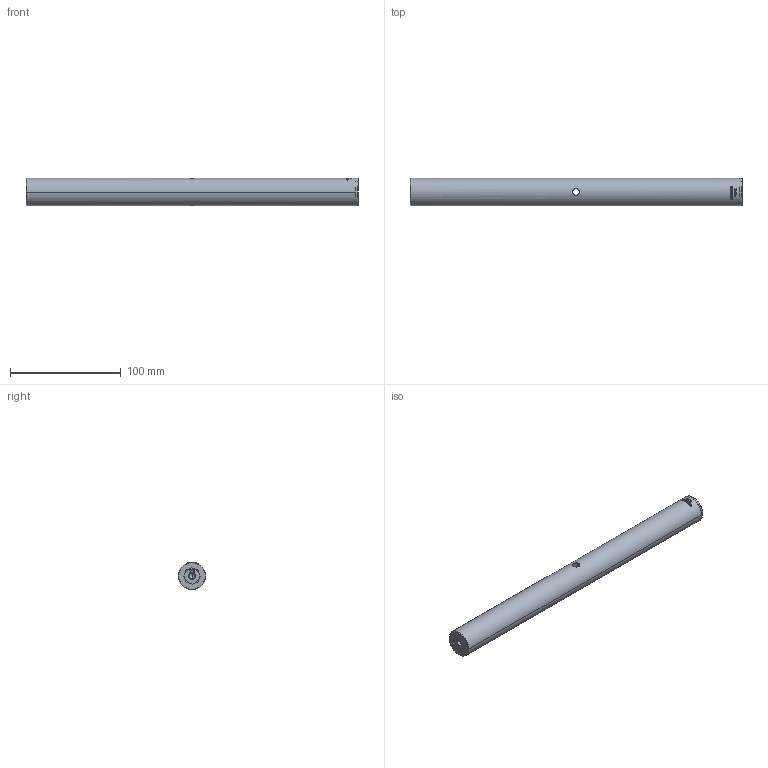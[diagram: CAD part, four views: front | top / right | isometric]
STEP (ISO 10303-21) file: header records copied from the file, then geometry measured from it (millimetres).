
FILE_DESCRIPTION (( 'STEP AP203' ), '1' );
FILE_NAME ('SRB25-300T6.STEP', '2025-07-10T01:25:10', ( '' ), ( '' ), 'SwSTEP 2.0', 'SolidWorks 2020', '' );
FILE_SCHEMA (( 'CONFIG_CONTROL_DESIGN' ));
Length unit declared in the file: millimetre
Products named in the file (1): SRB25-300T6
Bounding box: 300 x 25 x 25 mm (x, y, z)
Volume: 145934.8 mm3; surface area: 25348.9 mm2
Topology: 1 solids, 1 shells, 155 faces, 638 edges, 516 vertices
Faces by surface type: bspline 50, cylinder 41, plane 36, cone 28
Entity records: 14149 total; most frequent: CARTESIAN_POINT 9400, ORIENTED_EDGE 1260, EDGE_CURVE 630, DIRECTION 559, VERTEX_POINT 516, B_SPLINE_CURVE_WITH_KNOTS 365, EDGE_LOOP 196, AXIS2_PLACEMENT_3D 188
